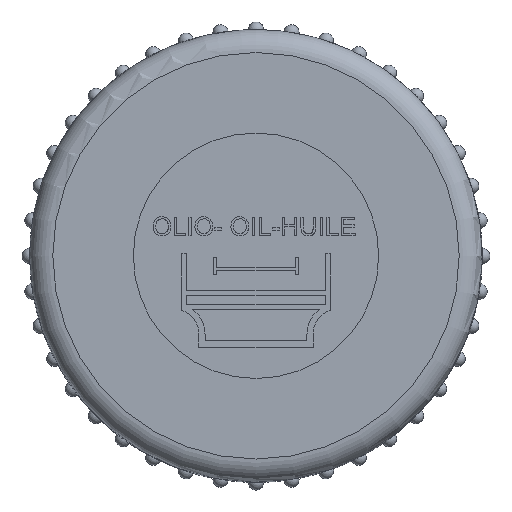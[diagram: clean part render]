
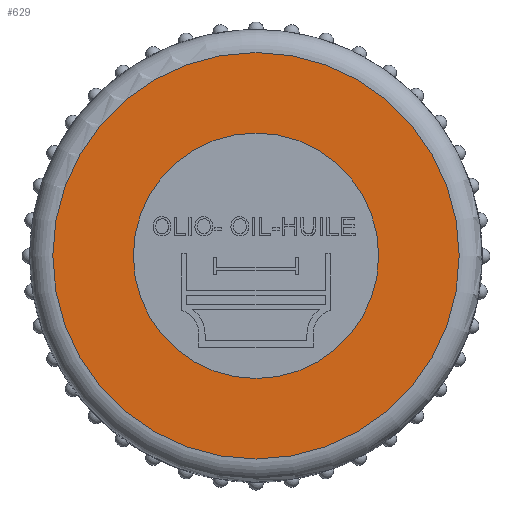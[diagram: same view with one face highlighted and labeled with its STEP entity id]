
A CAD part, top view. The second image highlights one B-rep face of the part: STEP entity #629.
In plain terms, the highlighted planar face has unit normal (0, 0, 1).
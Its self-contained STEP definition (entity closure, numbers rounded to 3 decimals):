
#629 = ADVANCED_FACE( '', ( #1355, #1356 ), #1357, .F. );
#1355 = FACE_OUTER_BOUND( '', #2188, .T. );
#1356 = FACE_BOUND( '', #2189, .T. );
#1357 = PLANE( '', #2190 );
#2188 = EDGE_LOOP( '', ( #4018 ) );
#2189 = EDGE_LOOP( '', ( #4019 ) );
#2190 = AXIS2_PLACEMENT_3D( '', #4020, #4021, #4022 );
#4018 = ORIENTED_EDGE( '', *, *, #5599, .T. );
#4019 = ORIENTED_EDGE( '', *, *, #5565, .F. );
#4020 = CARTESIAN_POINT( '', ( 29.5, 0., 42. ) );
#4021 = DIRECTION( '', ( 0., 0., -1. ) );
#4022 = DIRECTION( '', ( -1., 0., 0. ) );
#5565 = EDGE_CURVE( '', #6797, #6797, #6798, .T. );
#5599 = EDGE_CURVE( '', #6836, #6836, #6837, .F. );
#6797 = VERTEX_POINT( '', #9100 );
#6798 = CIRCLE( '', #9101, 16. );
#6836 = VERTEX_POINT( '', #9153 );
#6837 = CIRCLE( '', #9154, 26.5 );
#9100 = CARTESIAN_POINT( '', ( 16., 0., 42. ) );
#9101 = AXIS2_PLACEMENT_3D( '', #10243, #10244, #10245 );
#9153 = CARTESIAN_POINT( '', ( -26.5, 0., 42. ) );
#9154 = AXIS2_PLACEMENT_3D( '', #10275, #10276, #10277 );
#10243 = CARTESIAN_POINT( '', ( 0., 0., 42. ) );
#10244 = DIRECTION( '', ( 0., 0., 1. ) );
#10245 = DIRECTION( '', ( 1., 0., 0. ) );
#10275 = CARTESIAN_POINT( '', ( 0., 0., 42. ) );
#10276 = DIRECTION( '', ( 0., 0., -1. ) );
#10277 = DIRECTION( '', ( -1., 0., 0. ) );
